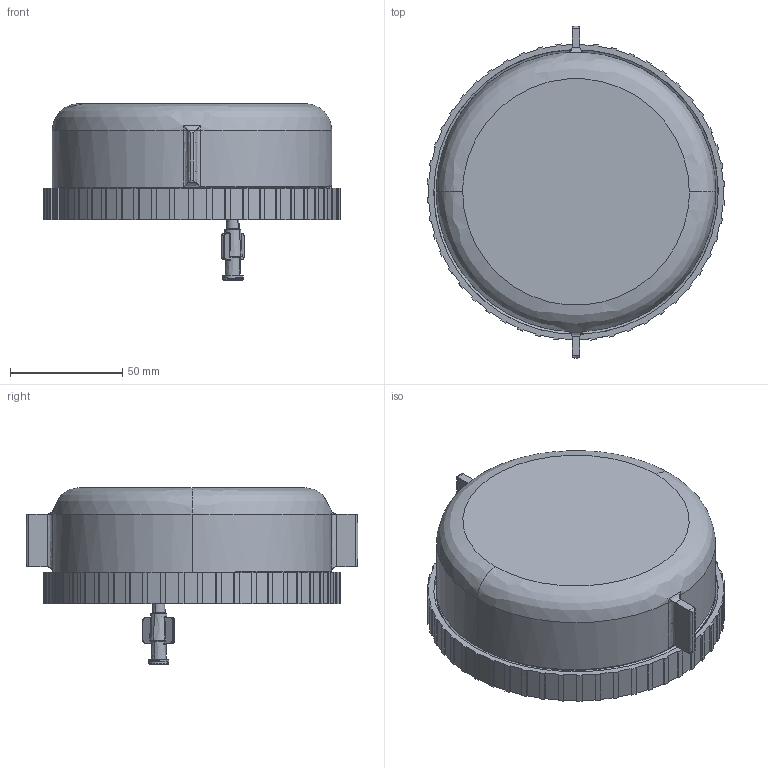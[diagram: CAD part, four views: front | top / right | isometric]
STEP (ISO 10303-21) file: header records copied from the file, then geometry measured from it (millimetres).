
FILE_DESCRIPTION(('FreeCAD Model'),'2;1');
FILE_NAME('Open CASCADE Shape Model','2025-04-26T18:50:19',('FreeCAD'),( 'FreeCAD'),'Open CASCADE STEP processor 7.6','FreeCAD','Unknown');
FILE_SCHEMA(('AUTOMOTIVE_DESIGN { 1 0 10303 214 1 1 1 1 }'));
Length unit declared in the file: millimetre
Products named in the file (1): Open CASCADE STEP translator 7.6 1
Bounding box: 132.39 x 147.7 x 78.52 mm (x, y, z)
Volume: 347840.4 mm3; surface area: 142757.2 mm2
Topology: 5 solids, 5 shells, 481 faces, 1292 edges, 822 vertices
Faces by surface type: bspline 481
Entity records: 16965 total; most frequent: CARTESIAN_POINT 9689, ORIENTED_EDGE 2568, EDGE_CURVE 1284, B_SPLINE_CURVE_WITH_KNOTS 827, VERTEX_POINT 822, FACE_BOUND 526, EDGE_LOOP 526, ADVANCED_FACE 481
